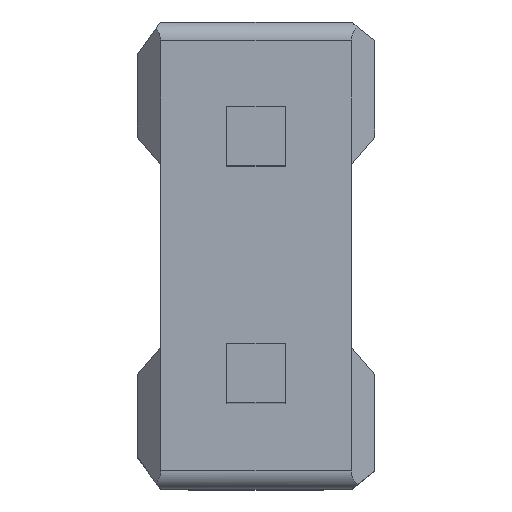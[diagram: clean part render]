
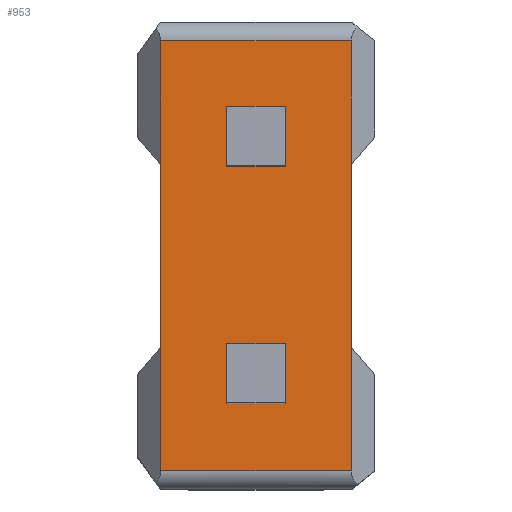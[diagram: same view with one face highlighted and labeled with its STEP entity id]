
A CAD part, top view. The second image highlights one B-rep face of the part: STEP entity #953.
In plain terms, the highlighted planar face has unit normal (0, 0, 1).
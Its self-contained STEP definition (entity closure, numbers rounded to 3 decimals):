
#186=DIRECTION('',(0.,-1.,0.));
#187=VECTOR('',#186,1.954);
#188=CARTESIAN_POINT('',(1.02,0.977,0.));
#189=LINE('',#188,#187);
#190=DIRECTION('',(0.,-1.,0.));
#191=VECTOR('',#190,1.323);
#192=CARTESIAN_POINT('',(1.02,-0.977,0.));
#193=LINE('',#192,#191);
#194=DIRECTION('',(0.,-1.,0.));
#195=VECTOR('',#194,1.323);
#196=CARTESIAN_POINT('',(-1.02,-0.977,0.));
#197=LINE('',#196,#195);
#198=DIRECTION('',(0.,1.,0.));
#199=VECTOR('',#198,1.954);
#200=CARTESIAN_POINT('',(-1.02,-0.977,0.));
#201=LINE('',#200,#199);
#202=DIRECTION('',(0.,-1.,0.));
#203=VECTOR('',#202,1.323);
#204=CARTESIAN_POINT('',(-1.02,2.3,0.));
#205=LINE('',#204,#203);
#206=DIRECTION('',(1.,0.,0.));
#207=VECTOR('',#206,2.04);
#208=CARTESIAN_POINT('',(-1.02,2.3,0.));
#209=LINE('',#208,#207);
#210=DIRECTION('',(0.,-1.,0.));
#211=VECTOR('',#210,1.323);
#212=CARTESIAN_POINT('',(1.02,2.3,0.));
#213=LINE('',#212,#211);
#214=DIRECTION('',(0.,1.,0.));
#215=VECTOR('',#214,0.63);
#216=CARTESIAN_POINT('',(-0.315,0.955,0.));
#217=LINE('',#216,#215);
#218=DIRECTION('',(-1.,0.,0.));
#219=VECTOR('',#218,0.63);
#220=CARTESIAN_POINT('',(0.315,0.955,0.));
#221=LINE('',#220,#219);
#222=DIRECTION('',(0.,1.,0.));
#223=VECTOR('',#222,0.63);
#224=CARTESIAN_POINT('',(0.315,0.955,0.));
#225=LINE('',#224,#223);
#226=DIRECTION('',(-1.,0.,0.));
#227=VECTOR('',#226,0.63);
#228=CARTESIAN_POINT('',(0.315,1.585,0.));
#229=LINE('',#228,#227);
#230=DIRECTION('',(-1.,0.,0.));
#231=VECTOR('',#230,0.63);
#232=CARTESIAN_POINT('',(0.315,-0.955,0.));
#233=LINE('',#232,#231);
#234=DIRECTION('',(0.,1.,0.));
#235=VECTOR('',#234,0.63);
#236=CARTESIAN_POINT('',(-0.315,-1.585,0.));
#237=LINE('',#236,#235);
#238=DIRECTION('',(-1.,0.,0.));
#239=VECTOR('',#238,0.63);
#240=CARTESIAN_POINT('',(0.315,-1.585,0.));
#241=LINE('',#240,#239);
#242=DIRECTION('',(0.,1.,0.));
#243=VECTOR('',#242,0.63);
#244=CARTESIAN_POINT('',(0.315,-1.585,0.));
#245=LINE('',#244,#243);
#344=DIRECTION('',(1.,0.,0.));
#345=VECTOR('',#344,2.04);
#346=CARTESIAN_POINT('',(-1.02,-2.3,0.));
#347=LINE('',#346,#345);
#686=CARTESIAN_POINT('',(-0.315,0.955,0.));
#687=CARTESIAN_POINT('',(-0.315,1.585,0.));
#688=VERTEX_POINT('',#686);
#689=VERTEX_POINT('',#687);
#690=CARTESIAN_POINT('',(0.315,0.955,0.));
#691=CARTESIAN_POINT('',(0.315,1.585,0.));
#692=VERTEX_POINT('',#690);
#693=VERTEX_POINT('',#691);
#694=CARTESIAN_POINT('',(0.315,-0.955,0.));
#695=CARTESIAN_POINT('',(-0.315,-0.955,0.));
#696=VERTEX_POINT('',#694);
#697=VERTEX_POINT('',#695);
#698=CARTESIAN_POINT('',(0.315,-1.585,0.));
#699=CARTESIAN_POINT('',(-0.315,-1.585,0.));
#700=VERTEX_POINT('',#698);
#701=VERTEX_POINT('',#699);
#742=CARTESIAN_POINT('',(1.02,0.977,0.));
#743=CARTESIAN_POINT('',(1.02,-0.977,0.));
#744=VERTEX_POINT('',#742);
#745=VERTEX_POINT('',#743);
#746=CARTESIAN_POINT('',(1.02,2.3,0.));
#747=VERTEX_POINT('',#746);
#748=CARTESIAN_POINT('',(1.02,-2.3,0.));
#749=VERTEX_POINT('',#748);
#750=CARTESIAN_POINT('',(-1.02,-2.3,0.));
#751=VERTEX_POINT('',#750);
#764=CARTESIAN_POINT('',(-1.02,2.3,0.));
#765=VERTEX_POINT('',#764);
#770=CARTESIAN_POINT('',(-1.02,0.977,0.));
#771=VERTEX_POINT('',#770);
#772=CARTESIAN_POINT('',(-1.02,-0.977,0.));
#773=VERTEX_POINT('',#772);
#912=CARTESIAN_POINT('',(-1.27,2.3,0.));
#913=DIRECTION('',(0.,0.,1.));
#914=DIRECTION('',(0.,-1.,0.));
#915=AXIS2_PLACEMENT_3D('',#912,#913,#914);
#916=PLANE('',#915);
#918=ORIENTED_EDGE('',*,*,#917,.T.);
#920=ORIENTED_EDGE('',*,*,#919,.T.);
#922=ORIENTED_EDGE('',*,*,#921,.F.);
#923=ORIENTED_EDGE('',*,*,#900,.F.);
#925=ORIENTED_EDGE('',*,*,#924,.T.);
#926=ORIENTED_EDGE('',*,*,#884,.F.);
#928=ORIENTED_EDGE('',*,*,#927,.T.);
#930=ORIENTED_EDGE('',*,*,#929,.T.);
#931=EDGE_LOOP('',(#918,#920,#922,#923,#925,#926,#928,#930));
#932=FACE_OUTER_BOUND('',#931,.F.);
#934=ORIENTED_EDGE('',*,*,#933,.F.);
#936=ORIENTED_EDGE('',*,*,#935,.F.);
#938=ORIENTED_EDGE('',*,*,#937,.T.);
#940=ORIENTED_EDGE('',*,*,#939,.T.);
#941=EDGE_LOOP('',(#934,#936,#938,#940));
#942=FACE_BOUND('',#941,.F.);
#944=ORIENTED_EDGE('',*,*,#943,.T.);
#946=ORIENTED_EDGE('',*,*,#945,.F.);
#948=ORIENTED_EDGE('',*,*,#947,.F.);
#950=ORIENTED_EDGE('',*,*,#949,.T.);
#951=EDGE_LOOP('',(#944,#946,#948,#950));
#952=FACE_BOUND('',#951,.F.);
#884=EDGE_CURVE('',#765,#771,#205,.T.);
#900=EDGE_CURVE('',#773,#751,#197,.T.);
#917=EDGE_CURVE('',#744,#745,#189,.T.);
#919=EDGE_CURVE('',#745,#749,#193,.T.);
#921=EDGE_CURVE('',#751,#749,#347,.T.);
#924=EDGE_CURVE('',#773,#771,#201,.T.);
#927=EDGE_CURVE('',#765,#747,#209,.T.);
#929=EDGE_CURVE('',#747,#744,#213,.T.);
#933=EDGE_CURVE('',#688,#689,#217,.T.);
#935=EDGE_CURVE('',#692,#688,#221,.T.);
#937=EDGE_CURVE('',#692,#693,#225,.T.);
#939=EDGE_CURVE('',#693,#689,#229,.T.);
#943=EDGE_CURVE('',#696,#697,#233,.T.);
#945=EDGE_CURVE('',#701,#697,#237,.T.);
#947=EDGE_CURVE('',#700,#701,#241,.T.);
#949=EDGE_CURVE('',#700,#696,#245,.T.);
#953=ADVANCED_FACE('',(#932,#942,#952),#916,.T.);
